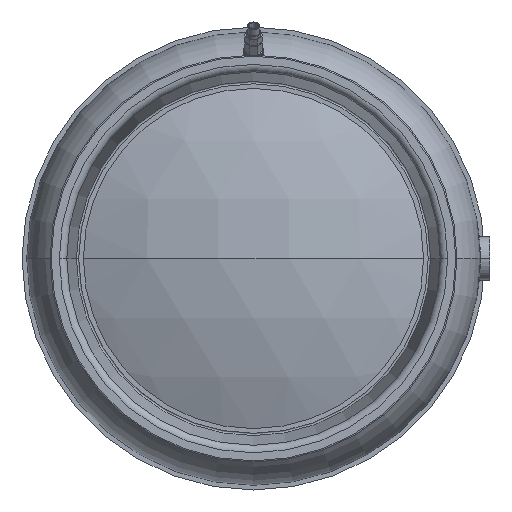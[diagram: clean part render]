
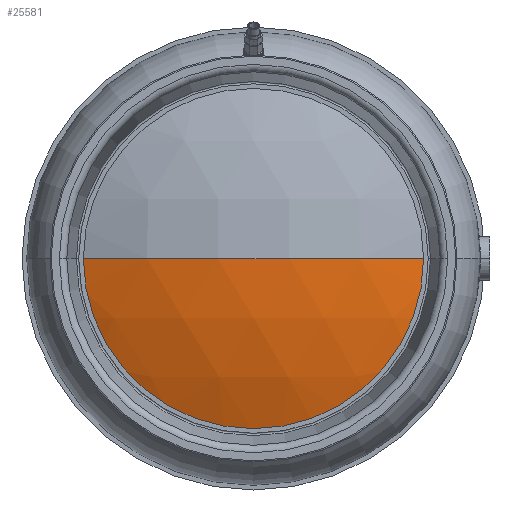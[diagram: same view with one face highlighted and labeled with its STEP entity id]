
A CAD part, front view. The second image highlights one B-rep face of the part: STEP entity #25581.
In plain terms, the highlighted spherical face has radius 780 mm.
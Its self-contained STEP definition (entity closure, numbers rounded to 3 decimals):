
#3347 = ORIENTED_EDGE ( 'NONE', *, *, #5254, .T. ) ;
#5254 = EDGE_CURVE ( 'NONE', #15535, #6736, #19671, .T. ) ;
#6736 = VERTEX_POINT ( 'NONE', #13734 ) ;
#7485 = DIRECTION ( 'NONE',  ( 0., -1., 0. ) ) ;
#8792 = ORIENTED_EDGE ( 'NONE', *, *, #25877, .F. ) ;
#10006 = DIRECTION ( 'NONE',  ( 1., 0., 0. ) ) ;
#12351 = DIRECTION ( 'NONE',  ( 0., 0., -1. ) ) ;
#12841 = CARTESIAN_POINT ( 'NONE',  ( 350., 828.176, -350. ) ) ;
#13734 = CARTESIAN_POINT ( 'NONE',  ( 50., 108.176, -350. ) ) ;
#14101 = DIRECTION ( 'NONE',  ( 0., 0., -1. ) ) ;
#15200 = DIRECTION ( 'NONE',  ( 0., 1., 0. ) ) ;
#15516 = AXIS2_PLACEMENT_3D ( 'NONE', #19263, #14101, #26911 ) ;
#15535 = VERTEX_POINT ( 'NONE', #15547 ) ;
#15547 = CARTESIAN_POINT ( 'NONE',  ( 650., 108.176, -350. ) ) ;
#19263 = CARTESIAN_POINT ( 'NONE',  ( 350., 828.176, -350. ) ) ;
#19517 = EDGE_LOOP ( 'NONE', ( #3347, #8792 ) ) ;
#19671 = CIRCLE ( 'NONE', #27939, 780. ) ;
#24586 = CARTESIAN_POINT ( 'NONE',  ( 350., 108.176, -350. ) ) ;
#25305 = SPHERICAL_SURFACE ( 'NONE', #15516, 780. ) ;
#25581 = ADVANCED_FACE ( 'NONE', ( #32587 ), #25305, .T. ) ;
#25877 = EDGE_CURVE ( 'NONE', #15535, #6736, #26543, .T. ) ;
#26543 = CIRCLE ( 'NONE', #28167, 300. ) ;
#26911 = DIRECTION ( 'NONE',  ( -1., 0., 0. ) ) ;
#27939 = AXIS2_PLACEMENT_3D ( 'NONE', #12841, #12351, #7485 ) ;
#28167 = AXIS2_PLACEMENT_3D ( 'NONE', #24586, #15200, #10006 ) ;
#32587 = FACE_OUTER_BOUND ( 'NONE', #19517, .T. ) ;
